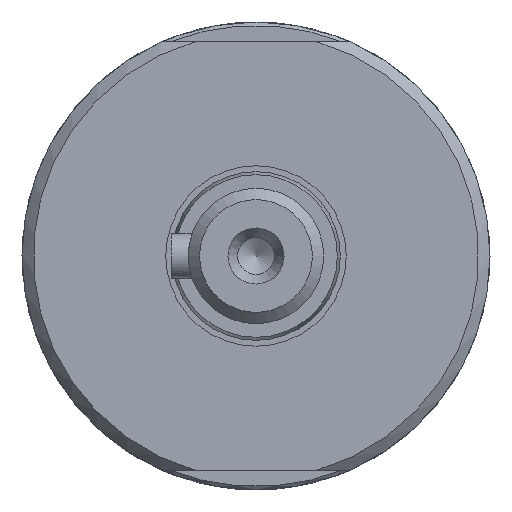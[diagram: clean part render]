
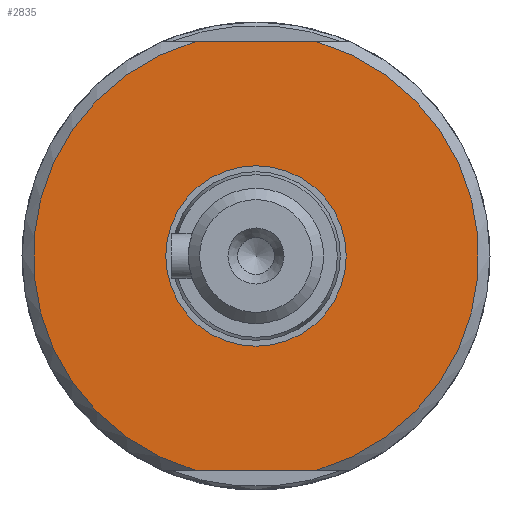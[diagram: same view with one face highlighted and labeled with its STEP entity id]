
A CAD part, left-side view. The second image highlights one B-rep face of the part: STEP entity #2835.
In plain terms, the highlighted planar face has unit normal (-1, 0, 0).
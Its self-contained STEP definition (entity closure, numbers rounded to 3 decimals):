
#64=LINE('',#4103,#307);
#65=LINE('',#4105,#308);
#307=VECTOR('',#3312,10.);
#308=VECTOR('',#3313,10.);
#772=FACE_BOUND('',#956,.T.);
#792=FACE_OUTER_BOUND('',#955,.T.);
#955=EDGE_LOOP('',(#1925,#1926,#1927,#1928));
#956=EDGE_LOOP('',(#1929,#1930));
#1133=CIRCLE('',#3023,19.75);
#1134=CIRCLE('',#3025,19.75);
#1135=CIRCLE('',#3026,8.);
#1136=CIRCLE('',#3027,8.);
#1249=VERTEX_POINT('',#4089);
#1252=VERTEX_POINT('',#4096);
#1253=VERTEX_POINT('',#4102);
#1254=VERTEX_POINT('',#4104);
#1255=VERTEX_POINT('',#4107);
#1256=VERTEX_POINT('',#4108);
#1516=EDGE_CURVE('',#1252,#1249,#1133,.T.);
#1517=EDGE_CURVE('',#1253,#1249,#64,.T.);
#1518=EDGE_CURVE('',#1252,#1254,#65,.T.);
#1519=EDGE_CURVE('',#1253,#1254,#1134,.T.);
#1520=EDGE_CURVE('',#1255,#1256,#1135,.T.);
#1521=EDGE_CURVE('',#1256,#1255,#1136,.T.);
#1925=ORIENTED_EDGE('',*,*,#1517,.T.);
#1926=ORIENTED_EDGE('',*,*,#1516,.F.);
#1927=ORIENTED_EDGE('',*,*,#1518,.T.);
#1928=ORIENTED_EDGE('',*,*,#1519,.F.);
#1929=ORIENTED_EDGE('',*,*,#1520,.T.);
#1930=ORIENTED_EDGE('',*,*,#1521,.T.);
#2736=PLANE('',#3024);
#2835=ADVANCED_FACE('',(#792,#772),#2736,.T.);
#3023=AXIS2_PLACEMENT_3D('',#4100,#3308,#3309);
#3024=AXIS2_PLACEMENT_3D('',#4101,#3310,#3311);
#3025=AXIS2_PLACEMENT_3D('',#4106,#3314,#3315);
#3026=AXIS2_PLACEMENT_3D('',#4109,#3316,#3317);
#3027=AXIS2_PLACEMENT_3D('',#4110,#3318,#3319);
#3308=DIRECTION('center_axis',(1.,0.,0.));
#3309=DIRECTION('ref_axis',(0.,1.,0.));
#3310=DIRECTION('center_axis',(-1.,0.,0.));
#3311=DIRECTION('ref_axis',(0.,0.,1.));
#3312=DIRECTION('',(0.,-1.,0.));
#3313=DIRECTION('',(0.,1.,0.));
#3314=DIRECTION('center_axis',(1.,0.,0.));
#3315=DIRECTION('ref_axis',(0.,1.,0.));
#3316=DIRECTION('center_axis',(1.,0.,0.));
#3317=DIRECTION('ref_axis',(0.,1.,0.));
#3318=DIRECTION('center_axis',(1.,0.,0.));
#3319=DIRECTION('ref_axis',(0.,1.,0.));
#4089=CARTESIAN_POINT('',(-150.2,-5.391,-19.));
#4096=CARTESIAN_POINT('',(-150.2,-5.391,19.));
#4100=CARTESIAN_POINT('Origin',(-150.2,0.,
0.));
#4101=CARTESIAN_POINT('Origin',(-150.2,13.875,0.));
#4102=CARTESIAN_POINT('',(-150.2,5.391,-19.));
#4103=CARTESIAN_POINT('',(-150.2,1.392,-19.));
#4104=CARTESIAN_POINT('',(-150.2,5.391,19.));
#4105=CARTESIAN_POINT('',(-150.2,12.483,19.));
#4106=CARTESIAN_POINT('Origin',(-150.2,0.,
0.));
#4107=CARTESIAN_POINT('',(-150.2,8.,0.));
#4108=CARTESIAN_POINT('',(-150.2,-8.,0.));
#4109=CARTESIAN_POINT('Origin',(-150.2,0.,
0.));
#4110=CARTESIAN_POINT('Origin',(-150.2,0.,
0.));
